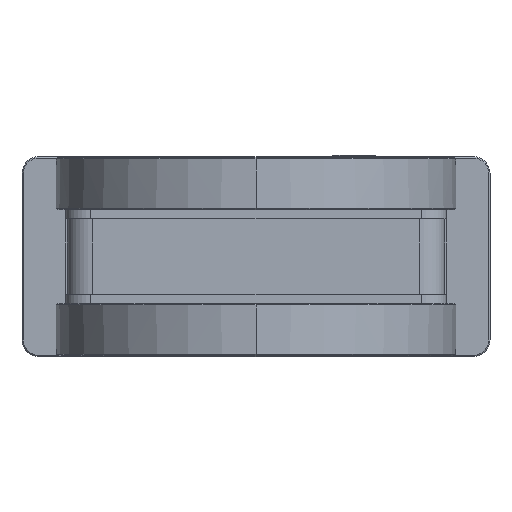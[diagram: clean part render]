
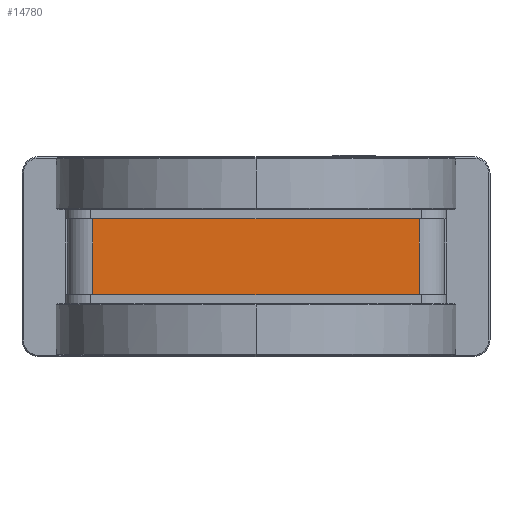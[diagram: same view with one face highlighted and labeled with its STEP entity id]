
A CAD part, front view. The second image highlights one B-rep face of the part: STEP entity #14780.
In plain terms, the highlighted planar face has unit normal (0, -1, 0).
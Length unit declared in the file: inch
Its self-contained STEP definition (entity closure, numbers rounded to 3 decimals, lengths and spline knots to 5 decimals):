
#2296=DIRECTION('',(-1.,0.,0.));
#2297=VECTOR('',#2296,4.88);
#2298=CARTESIAN_POINT('',(2.44,-2.635,0.5675));
#2299=LINE('',#2298,#2297);
#2391=DIRECTION('',(-1.,0.,0.));
#2392=VECTOR('',#2391,4.88);
#2393=CARTESIAN_POINT('',(2.44,-2.635,-0.5675));
#2394=LINE('',#2393,#2392);
#2421=DIRECTION('',(0.,0.,1.));
#2422=VECTOR('',#2421,1.135);
#2423=CARTESIAN_POINT('',(2.44,-2.635,-0.5675));
#2424=LINE('',#2423,#2422);
#2425=DIRECTION('',(0.,0.,1.));
#2426=VECTOR('',#2425,1.135);
#2427=CARTESIAN_POINT('',(-2.44,-2.635,-0.5675));
#2428=LINE('',#2427,#2426);
#9268=CARTESIAN_POINT('',(2.44,-2.635,-0.5675));
#9269=CARTESIAN_POINT('',(2.44,-2.635,0.5675));
#9270=VERTEX_POINT('',#9268);
#9271=VERTEX_POINT('',#9269);
#9272=CARTESIAN_POINT('',(-2.44,-2.635,-0.5675));
#9273=CARTESIAN_POINT('',(-2.44,-2.635,0.5675));
#9274=VERTEX_POINT('',#9272);
#9275=VERTEX_POINT('',#9273);
#14768=CARTESIAN_POINT('',(2.825,-2.635,-0.5675));
#14769=DIRECTION('',(0.,1.,0.));
#14770=DIRECTION('',(-1.,0.,0.));
#14771=AXIS2_PLACEMENT_3D('',#14768,#14769,#14770);
#14772=PLANE('',#14771);
#14774=ORIENTED_EDGE('',*,*,#14773,.F.);
#14775=ORIENTED_EDGE('',*,*,#14705,.T.);
#14776=ORIENTED_EDGE('',*,*,#14760,.T.);
#14777=ORIENTED_EDGE('',*,*,#14593,.F.);
#14778=EDGE_LOOP('',(#14774,#14775,#14776,#14777));
#14779=FACE_OUTER_BOUND('',#14778,.F.);
#14593=EDGE_CURVE('',#9271,#9275,#2299,.T.);
#14705=EDGE_CURVE('',#9270,#9274,#2394,.T.);
#14760=EDGE_CURVE('',#9274,#9275,#2428,.T.);
#14773=EDGE_CURVE('',#9270,#9271,#2424,.T.);
#14780=ADVANCED_FACE('',(#14779),#14772,.F.);
